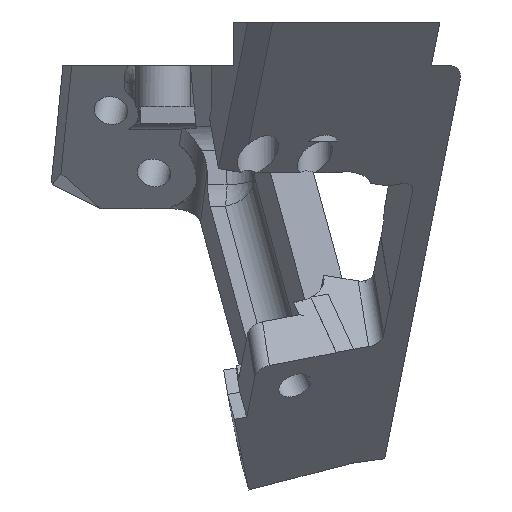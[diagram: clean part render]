
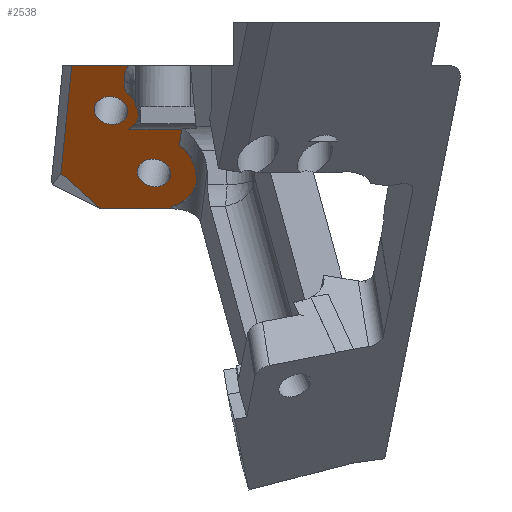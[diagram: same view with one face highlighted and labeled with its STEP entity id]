
A CAD part, front view. The second image highlights one B-rep face of the part: STEP entity #2538.
In plain terms, the highlighted planar face has unit normal (-0.109, -0.815, -0.569).
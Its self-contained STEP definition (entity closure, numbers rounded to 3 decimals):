
#22=FACE_BOUND('',#435,.T.);
#23=FACE_BOUND('',#436,.T.);
#45=CIRCLE('',#2695,4.096);
#48=CIRCLE('',#2703,6.35);
#49=CIRCLE('',#2704,2.457);
#50=CIRCLE('',#2705,2.457);
#191=B_SPLINE_CURVE_WITH_KNOTS('',3,(#4402,#4403,#4404,#4405,#4406),
 .UNSPECIFIED.,.F.,.F.,(4,1,4),(-0.306,-0.188,0.),
 .UNSPECIFIED.);
#292=FACE_OUTER_BOUND('',#434,.T.);
#434=EDGE_LOOP('',(#1999,#2000,#2001,#2002,#2003,#2004,#2005,#2006,#2007,
#2008,#2009));
#435=EDGE_LOOP('',(#2010));
#436=EDGE_LOOP('',(#2011));
#573=LINE('',#4019,#819);
#654=LINE('',#4334,#900);
#661=LINE('',#4422,#907);
#662=LINE('',#4424,#908);
#663=LINE('',#4426,#909);
#664=LINE('',#4428,#910);
#665=LINE('',#4430,#911);
#666=LINE('',#4433,#912);
#819=VECTOR('',#2928,10.);
#900=VECTOR('',#3105,10.);
#907=VECTOR('',#3122,1000.);
#908=VECTOR('',#3123,1000.);
#909=VECTOR('',#3124,1000.);
#910=VECTOR('',#3125,1000.);
#911=VECTOR('',#3126,1000.);
#912=VECTOR('',#3129,1000.);
#1082=VERTEX_POINT('',#4007);
#1083=VERTEX_POINT('',#4018);
#1161=VERTEX_POINT('',#4313);
#1163=VERTEX_POINT('',#4332);
#1166=VERTEX_POINT('',#4391);
#1170=VERTEX_POINT('',#4421);
#1171=VERTEX_POINT('',#4423);
#1172=VERTEX_POINT('',#4425);
#1173=VERTEX_POINT('',#4427);
#1174=VERTEX_POINT('',#4429);
#1175=VERTEX_POINT('',#4431);
#1176=VERTEX_POINT('',#4434);
#1177=VERTEX_POINT('',#4436);
#1363=EDGE_CURVE('',#1082,#1083,#573,.T.);
#1470=EDGE_CURVE('',#1082,#1161,#45,.T.);
#1473=EDGE_CURVE('',#1163,#1161,#654,.T.);
#1476=EDGE_CURVE('',#1166,#1163,#191,.T.);
#1484=EDGE_CURVE('',#1166,#1170,#661,.T.);
#1485=EDGE_CURVE('',#1171,#1170,#662,.T.);
#1486=EDGE_CURVE('',#1172,#1171,#663,.T.);
#1487=EDGE_CURVE('',#1173,#1172,#664,.T.);
#1488=EDGE_CURVE('',#1174,#1173,#665,.T.);
#1489=EDGE_CURVE('',#1175,#1174,#48,.T.);
#1490=EDGE_CURVE('',#1083,#1175,#666,.T.);
#1491=EDGE_CURVE('',#1176,#1176,#49,.T.);
#1492=EDGE_CURVE('',#1177,#1177,#50,.T.);
#1999=ORIENTED_EDGE('',*,*,#1473,.F.);
#2000=ORIENTED_EDGE('',*,*,#1476,.F.);
#2001=ORIENTED_EDGE('',*,*,#1484,.T.);
#2002=ORIENTED_EDGE('',*,*,#1485,.F.);
#2003=ORIENTED_EDGE('',*,*,#1486,.F.);
#2004=ORIENTED_EDGE('',*,*,#1487,.F.);
#2005=ORIENTED_EDGE('',*,*,#1488,.F.);
#2006=ORIENTED_EDGE('',*,*,#1489,.F.);
#2007=ORIENTED_EDGE('',*,*,#1490,.F.);
#2008=ORIENTED_EDGE('',*,*,#1363,.F.);
#2009=ORIENTED_EDGE('',*,*,#1470,.T.);
#2010=ORIENTED_EDGE('',*,*,#1491,.T.);
#2011=ORIENTED_EDGE('',*,*,#1492,.T.);
#2431=PLANE('',#2702);
#2538=ADVANCED_FACE('',(#292,#22,#23),#2431,.F.);
#2695=AXIS2_PLACEMENT_3D('',#4328,#3098,#3099);
#2702=AXIS2_PLACEMENT_3D('',#4420,#3120,#3121);
#2703=AXIS2_PLACEMENT_3D('',#4432,#3127,#3128);
#2704=AXIS2_PLACEMENT_3D('',#4435,#3130,#3131);
#2705=AXIS2_PLACEMENT_3D('',#4437,#3132,#3133);
#2928=DIRECTION('',(0.991,-0.133,0.));
#3098=DIRECTION('center_axis',(-0.109,-0.815,-0.569));
#3099=DIRECTION('ref_axis',(0.991,-0.133,0.));
#3105=DIRECTION('',(0.075,0.564,-0.822));
#3120=DIRECTION('center_axis',(0.109,0.815,0.569));
#3121=DIRECTION('ref_axis',(0.,0.572,-0.82));
#3122=DIRECTION('',(-0.991,0.133,0.));
#3123=DIRECTION('',(0.081,-0.578,0.812));
#3124=DIRECTION('',(-0.701,-0.343,0.626));
#3125=DIRECTION('',(-0.991,0.133,0.));
#3126=DIRECTION('',(-0.105,0.579,-0.809));
#3127=DIRECTION('center_axis',(0.109,0.815,0.569));
#3128=DIRECTION('ref_axis',(0.,-0.572,0.82));
#3129=DIRECTION('',(-0.105,0.579,-0.809));
#3130=DIRECTION('center_axis',(0.109,0.815,0.569));
#3131=DIRECTION('ref_axis',(0.,-0.572,0.82));
#3132=DIRECTION('center_axis',(0.109,0.815,0.569));
#3133=DIRECTION('ref_axis',(0.,-0.572,0.82));
#4007=CARTESIAN_POINT('',(-3206.871,1206.852,-9.293));
#4018=CARTESIAN_POINT('',(-3199.192,1205.824,-9.293));
#4019=CARTESIAN_POINT('',(-3214.309,1207.848,-9.293));
#4313=CARTESIAN_POINT('',(-3207.378,1203.06,-3.762));
#4328=CARTESIAN_POINT('Origin',(-3209.442,1205.266,-6.528));
#4332=CARTESIAN_POINT('',(-3207.506,1202.11,-2.378));
#4334=CARTESIAN_POINT('',(-3207.475,1202.335,-2.705));
#4391=CARTESIAN_POINT('',(-3206.869,1200.366,0.));
#4402=CARTESIAN_POINT('Ctrl Pts',(-3206.869,1200.366,0.));
#4403=CARTESIAN_POINT('Ctrl Pts',(-3207.095,1200.57,-0.25));
#4404=CARTESIAN_POINT('Ctrl Pts',(-3207.484,1201.156,-1.015));
#4405=CARTESIAN_POINT('Ctrl Pts',(-3207.553,1201.756,-1.861));
#4406=CARTESIAN_POINT('Ctrl Pts',(-3207.506,1202.11,-2.378));
#4420=CARTESIAN_POINT('Origin',(-3145.095,1192.096,0.));
#4421=CARTESIAN_POINT('',(-3215.162,1201.476,0.));
#4422=CARTESIAN_POINT('',(-3206.917,1200.372,0.));
#4423=CARTESIAN_POINT('',(-3216.73,1212.618,-15.664));
#4424=CARTESIAN_POINT('',(-3215.162,1201.476,0.));
#4425=CARTESIAN_POINT('',(-3210.953,1215.444,-20.821));
#4426=CARTESIAN_POINT('',(-3193.346,1224.057,-36.538));
#4427=CARTESIAN_POINT('',(-3200.691,1214.071,-20.821));
#4428=CARTESIAN_POINT('',(-3190.648,1212.726,-20.821));
#4429=CARTESIAN_POINT('',(-3200.652,1213.855,-20.519));
#4430=CARTESIAN_POINT('',(-3200.62,1213.679,-20.273));
#4431=CARTESIAN_POINT('',(-3199.495,1207.491,-11.624));
#4432=CARTESIAN_POINT('Origin',(-3203.212,1210.763,-15.599));
#4433=CARTESIAN_POINT('',(-3200.62,1213.679,-20.273));
#4434=CARTESIAN_POINT('',(-3209.442,1206.673,-8.543));
#4435=CARTESIAN_POINT('Origin',(-3209.442,1205.266,-6.528));
#4436=CARTESIAN_POINT('',(-3203.212,1212.17,-17.614));
#4437=CARTESIAN_POINT('Origin',(-3203.212,1210.763,-15.599));
